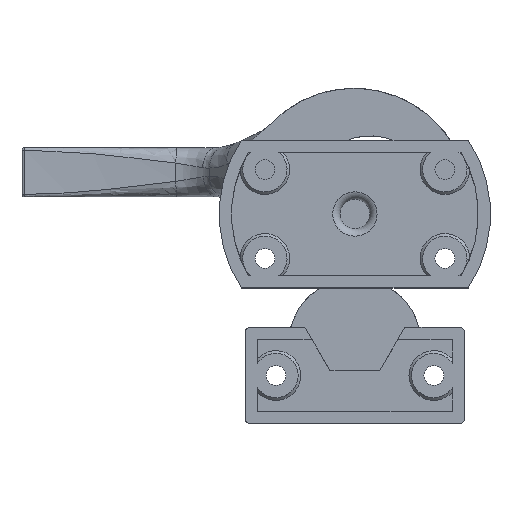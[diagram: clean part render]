
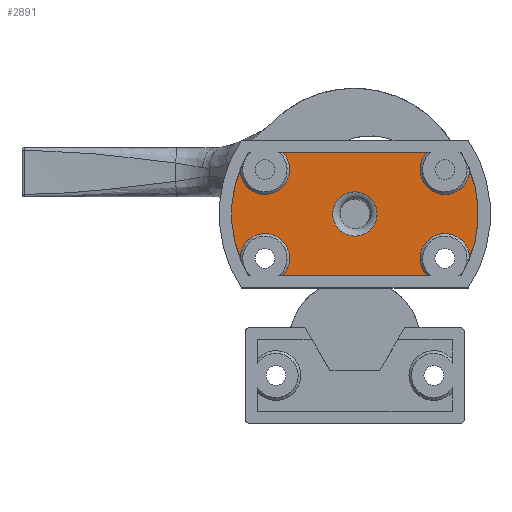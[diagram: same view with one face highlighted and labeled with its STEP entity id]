
A CAD part, top view. The second image highlights one B-rep face of the part: STEP entity #2891.
In plain terms, the highlighted face is planar.
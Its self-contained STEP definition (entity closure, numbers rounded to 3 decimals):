
#121=LINE('',#6331,#258);
#126=LINE('',#6370,#263);
#258=VECTOR('',#3457,29.259);
#263=VECTOR('',#3478,29.259);
#368=PLANE('',#3075);
#616=FACE_BOUND('',#941,.T.);
#744=FACE_OUTER_BOUND('',#940,.T.);
#940=EDGE_LOOP('',(#2310,#2311,#2312,#2313,#2314,#2315,#2316,#2317));
#941=EDGE_LOOP('',(#2318));
#1082=CIRCLE('',#3050,4.5);
#1091=CIRCLE('',#3064,5.036);
#1092=CIRCLE('',#3066,5.036);
#1093=CIRCLE('',#3070,5.036);
#1094=CIRCLE('',#3074,5.036);
#1095=CIRCLE('',#3076,24.75);
#1096=CIRCLE('',#3077,24.75);
#1291=VERTEX_POINT('',#6243);
#1309=VERTEX_POINT('',#6283);
#1310=VERTEX_POINT('',#6293);
#1312=VERTEX_POINT('',#6300);
#1313=VERTEX_POINT('',#6312);
#1316=VERTEX_POINT('',#6327);
#1317=VERTEX_POINT('',#6333);
#1321=VERTEX_POINT('',#6354);
#1322=VERTEX_POINT('',#6358);
#1638=EDGE_CURVE('',#1291,#1291,#1082,.T.);
#1658=EDGE_CURVE('',#1310,#1309,#1091,.T.);
#1662=EDGE_CURVE('',#1313,#1312,#1092,.T.);
#1668=EDGE_CURVE('',#1310,#1316,#121,.T.);
#1670=EDGE_CURVE('',#1317,#1316,#1093,.T.);
#1678=EDGE_CURVE('',#1322,#1321,#1094,.T.);
#1679=EDGE_CURVE('',#1317,#1312,#1095,.T.);
#1680=EDGE_CURVE('',#1313,#1321,#126,.T.);
#1681=EDGE_CURVE('',#1322,#1309,#1096,.T.);
#2310=ORIENTED_EDGE('',*,*,#1658,.F.);
#2311=ORIENTED_EDGE('',*,*,#1668,.T.);
#2312=ORIENTED_EDGE('',*,*,#1670,.F.);
#2313=ORIENTED_EDGE('',*,*,#1679,.T.);
#2314=ORIENTED_EDGE('',*,*,#1662,.F.);
#2315=ORIENTED_EDGE('',*,*,#1680,.T.);
#2316=ORIENTED_EDGE('',*,*,#1678,.F.);
#2317=ORIENTED_EDGE('',*,*,#1681,.T.);
#2318=ORIENTED_EDGE('',*,*,#1638,.T.);
#2891=ADVANCED_FACE('',(#744,#616),#368,.F.);
#3050=AXIS2_PLACEMENT_3D('',#6244,#3408,#3409);
#3064=AXIS2_PLACEMENT_3D('',#6297,#3444,#3445);
#3066=AXIS2_PLACEMENT_3D('',#6316,#3448,#3449);
#3070=AXIS2_PLACEMENT_3D('',#6340,#3460,#3461);
#3074=AXIS2_PLACEMENT_3D('',#6367,#3472,#3473);
#3075=AXIS2_PLACEMENT_3D('',#6368,#3474,#3475);
#3076=AXIS2_PLACEMENT_3D('',#6369,#3476,#3477);
#3077=AXIS2_PLACEMENT_3D('',#6371,#3479,#3480);
#3408=DIRECTION('center_axis',(0.,0.,1.));
#3409=DIRECTION('ref_axis',(1.,0.,0.));
#3444=DIRECTION('center_axis',(0.,0.,-1.));
#3445=DIRECTION('ref_axis',(1.,0.,0.));
#3448=DIRECTION('center_axis',(0.,0.,-1.));
#3449=DIRECTION('ref_axis',(1.,0.,0.));
#3457=DIRECTION('',(0.,1.,0.));
#3460=DIRECTION('center_axis',(0.,0.,-1.));
#3461=DIRECTION('ref_axis',(1.,0.,0.));
#3472=DIRECTION('center_axis',(0.,0.,-1.));
#3473=DIRECTION('ref_axis',(1.,0.,0.));
#3474=DIRECTION('center_axis',(0.,0.,1.));
#3475=DIRECTION('ref_axis',(1.,0.,0.));
#3476=DIRECTION('center_axis',(0.,0.,-1.));
#3477=DIRECTION('ref_axis',(0.55,0.835,0.));
#3478=DIRECTION('',(0.,-1.,0.));
#3479=DIRECTION('center_axis',(0.,0.,-1.));
#3480=DIRECTION('ref_axis',(-0.55,-0.835,0.));
#6243=CARTESIAN_POINT('',(4.5,0.,2.5));
#6244=CARTESIAN_POINT('Origin',(0.,0.,2.5));
#6283=CARTESIAN_POINT('',(-9.052,-23.285,2.5));
#6293=CARTESIAN_POINT('',(-12.5,-14.63,2.5));
#6297=CARTESIAN_POINT('Origin',(-9.,-18.25,2.5));
#6300=CARTESIAN_POINT('',(9.052,23.285,2.5));
#6312=CARTESIAN_POINT('',(12.5,14.63,2.5));
#6316=CARTESIAN_POINT('Origin',(9.,18.25,2.5));
#6327=CARTESIAN_POINT('',(-12.5,14.63,2.5));
#6331=CARTESIAN_POINT('',(-12.5,0.691,2.5));
#6333=CARTESIAN_POINT('',(-9.052,23.285,2.5));
#6340=CARTESIAN_POINT('Origin',(-9.,18.25,2.5));
#6354=CARTESIAN_POINT('',(12.5,-14.63,2.5));
#6358=CARTESIAN_POINT('',(9.052,-23.285,2.5));
#6367=CARTESIAN_POINT('Origin',(9.,-18.25,2.5));
#6368=CARTESIAN_POINT('Origin',(0.,24.381,
2.5));
#6369=CARTESIAN_POINT('Origin',(0.,0.25,2.5));
#6370=CARTESIAN_POINT('',(12.5,23.691,2.5));
#6371=CARTESIAN_POINT('Origin',(0.,-0.25,2.5));
